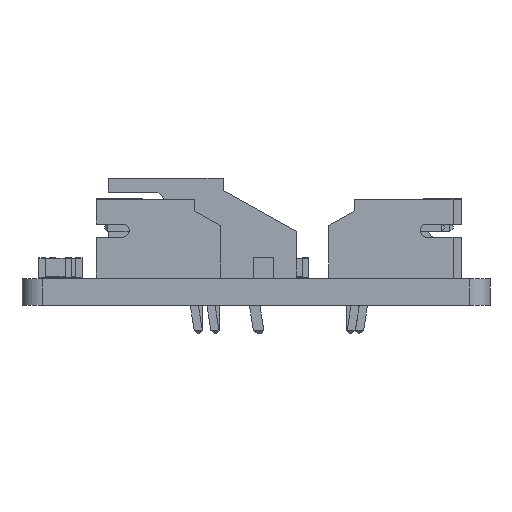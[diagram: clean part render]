
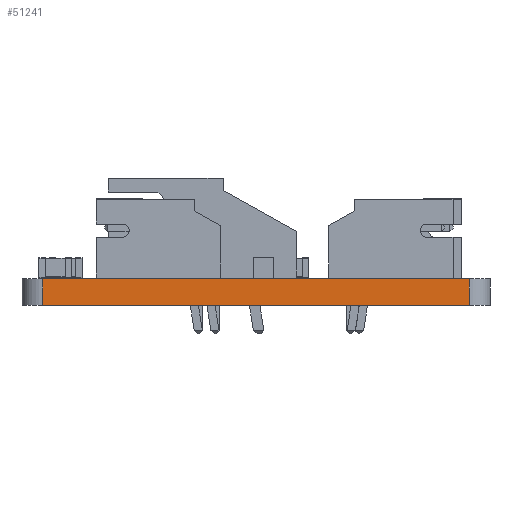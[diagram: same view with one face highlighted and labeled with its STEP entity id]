
A CAD part, front view. The second image highlights one B-rep face of the part: STEP entity #51241.
In plain terms, the highlighted planar face has unit normal (0, -1, 0).
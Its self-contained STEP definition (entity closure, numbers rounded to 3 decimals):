
#51241 = ADVANCED_FACE('',(#51242),#51256,.F.);
#51242 = FACE_BOUND('',#51243,.F.);
#51243 = EDGE_LOOP('',(#51244,#51279,#51307,#51335));
#51244 = ORIENTED_EDGE('',*,*,#51245,.T.);
#51245 = EDGE_CURVE('',#51246,#51248,#51250,.T.);
#51246 = VERTEX_POINT('',#51247);
#51247 = CARTESIAN_POINT('',(147.32,-139.065,0.));
#51248 = VERTEX_POINT('',#51249);
#51249 = CARTESIAN_POINT('',(147.32,-139.065,1.6));
#51250 = SURFACE_CURVE('',#51251,(#51255,#51267),.PCURVE_S1.);
#51251 = LINE('',#51252,#51253);
#51252 = CARTESIAN_POINT('',(147.32,-139.065,0.));
#51253 = VECTOR('',#51254,1.);
#51254 = DIRECTION('',(0.,0.,1.));
#51255 = PCURVE('',#51256,#51261);
#51256 = PLANE('',#51257);
#51257 = AXIS2_PLACEMENT_3D('',#51258,#51259,#51260);
#51258 = CARTESIAN_POINT('',(147.32,-139.065,0.));
#51259 = DIRECTION('',(0.,1.,0.));
#51260 = DIRECTION('',(1.,0.,0.));
#51261 = DEFINITIONAL_REPRESENTATION('',(#51262),#51266);
#51262 = LINE('',#51263,#51264);
#51263 = CARTESIAN_POINT('',(0.,0.));
#51264 = VECTOR('',#51265,1.);
#51265 = DIRECTION('',(0.,-1.));
#51266 = ( GEOMETRIC_REPRESENTATION_CONTEXT(2) 
PARAMETRIC_REPRESENTATION_CONTEXT() REPRESENTATION_CONTEXT('2D SPACE',''
  ) );
#51267 = PCURVE('',#51268,#51273);
#51268 = CYLINDRICAL_SURFACE('',#51269,1.27);
#51269 = AXIS2_PLACEMENT_3D('',#51270,#51271,#51272);
#51270 = CARTESIAN_POINT('',(147.32,-137.795,0.));
#51271 = DIRECTION('',(0.,0.,-1.));
#51272 = DIRECTION('',(1.,0.,0.));
#51273 = DEFINITIONAL_REPRESENTATION('',(#51274),#51278);
#51274 = LINE('',#51275,#51276);
#51275 = CARTESIAN_POINT('',(-4.712,0.));
#51276 = VECTOR('',#51277,1.);
#51277 = DIRECTION('',(0.,-1.));
#51278 = ( GEOMETRIC_REPRESENTATION_CONTEXT(2) 
PARAMETRIC_REPRESENTATION_CONTEXT() REPRESENTATION_CONTEXT('2D SPACE',''
  ) );
#51279 = ORIENTED_EDGE('',*,*,#51280,.T.);
#51280 = EDGE_CURVE('',#51248,#51281,#51283,.T.);
#51281 = VERTEX_POINT('',#51282);
#51282 = CARTESIAN_POINT('',(173.355,-139.065,1.6));
#51283 = SURFACE_CURVE('',#51284,(#51288,#51295),.PCURVE_S1.);
#51284 = LINE('',#51285,#51286);
#51285 = CARTESIAN_POINT('',(147.32,-139.065,1.6));
#51286 = VECTOR('',#51287,1.);
#51287 = DIRECTION('',(1.,0.,0.));
#51288 = PCURVE('',#51256,#51289);
#51289 = DEFINITIONAL_REPRESENTATION('',(#51290),#51294);
#51290 = LINE('',#51291,#51292);
#51291 = CARTESIAN_POINT('',(0.,-1.6));
#51292 = VECTOR('',#51293,1.);
#51293 = DIRECTION('',(1.,0.));
#51294 = ( GEOMETRIC_REPRESENTATION_CONTEXT(2) 
PARAMETRIC_REPRESENTATION_CONTEXT() REPRESENTATION_CONTEXT('2D SPACE',''
  ) );
#51295 = PCURVE('',#51296,#51301);
#51296 = PLANE('',#51297);
#51297 = AXIS2_PLACEMENT_3D('',#51298,#51299,#51300);
#51298 = CARTESIAN_POINT('',(160.338,-119.444,1.6));
#51299 = DIRECTION('',(0.,0.,1.));
#51300 = DIRECTION('',(1.,0.,0.));
#51301 = DEFINITIONAL_REPRESENTATION('',(#51302),#51306);
#51302 = LINE('',#51303,#51304);
#51303 = CARTESIAN_POINT('',(-13.018,-19.622));
#51304 = VECTOR('',#51305,1.);
#51305 = DIRECTION('',(1.,0.));
#51306 = ( GEOMETRIC_REPRESENTATION_CONTEXT(2) 
PARAMETRIC_REPRESENTATION_CONTEXT() REPRESENTATION_CONTEXT('2D SPACE',''
  ) );
#51307 = ORIENTED_EDGE('',*,*,#51308,.F.);
#51308 = EDGE_CURVE('',#51309,#51281,#51311,.T.);
#51309 = VERTEX_POINT('',#51310);
#51310 = CARTESIAN_POINT('',(173.355,-139.065,0.));
#51311 = SURFACE_CURVE('',#51312,(#51316,#51323),.PCURVE_S1.);
#51312 = LINE('',#51313,#51314);
#51313 = CARTESIAN_POINT('',(173.355,-139.065,0.));
#51314 = VECTOR('',#51315,1.);
#51315 = DIRECTION('',(0.,0.,1.));
#51316 = PCURVE('',#51256,#51317);
#51317 = DEFINITIONAL_REPRESENTATION('',(#51318),#51322);
#51318 = LINE('',#51319,#51320);
#51319 = CARTESIAN_POINT('',(26.035,0.));
#51320 = VECTOR('',#51321,1.);
#51321 = DIRECTION('',(0.,-1.));
#51322 = ( GEOMETRIC_REPRESENTATION_CONTEXT(2) 
PARAMETRIC_REPRESENTATION_CONTEXT() REPRESENTATION_CONTEXT('2D SPACE',''
  ) );
#51323 = PCURVE('',#51324,#51329);
#51324 = CYLINDRICAL_SURFACE('',#51325,1.27);
#51325 = AXIS2_PLACEMENT_3D('',#51326,#51327,#51328);
#51326 = CARTESIAN_POINT('',(173.355,-137.795,0.));
#51327 = DIRECTION('',(0.,0.,-1.));
#51328 = DIRECTION('',(1.,0.,0.));
#51329 = DEFINITIONAL_REPRESENTATION('',(#51330),#51334);
#51330 = LINE('',#51331,#51332);
#51331 = CARTESIAN_POINT('',(-4.712,0.));
#51332 = VECTOR('',#51333,1.);
#51333 = DIRECTION('',(0.,-1.));
#51334 = ( GEOMETRIC_REPRESENTATION_CONTEXT(2) 
PARAMETRIC_REPRESENTATION_CONTEXT() REPRESENTATION_CONTEXT('2D SPACE',''
  ) );
#51335 = ORIENTED_EDGE('',*,*,#51336,.F.);
#51336 = EDGE_CURVE('',#51246,#51309,#51337,.T.);
#51337 = SURFACE_CURVE('',#51338,(#51342,#51349),.PCURVE_S1.);
#51338 = LINE('',#51339,#51340);
#51339 = CARTESIAN_POINT('',(147.32,-139.065,0.));
#51340 = VECTOR('',#51341,1.);
#51341 = DIRECTION('',(1.,0.,0.));
#51342 = PCURVE('',#51256,#51343);
#51343 = DEFINITIONAL_REPRESENTATION('',(#51344),#51348);
#51344 = LINE('',#51345,#51346);
#51345 = CARTESIAN_POINT('',(0.,0.));
#51346 = VECTOR('',#51347,1.);
#51347 = DIRECTION('',(1.,0.));
#51348 = ( GEOMETRIC_REPRESENTATION_CONTEXT(2) 
PARAMETRIC_REPRESENTATION_CONTEXT() REPRESENTATION_CONTEXT('2D SPACE',''
  ) );
#51349 = PCURVE('',#51350,#51355);
#51350 = PLANE('',#51351);
#51351 = AXIS2_PLACEMENT_3D('',#51352,#51353,#51354);
#51352 = CARTESIAN_POINT('',(160.338,-119.444,0.));
#51353 = DIRECTION('',(0.,0.,1.));
#51354 = DIRECTION('',(1.,0.,0.));
#51355 = DEFINITIONAL_REPRESENTATION('',(#51356),#51360);
#51356 = LINE('',#51357,#51358);
#51357 = CARTESIAN_POINT('',(-13.018,-19.622));
#51358 = VECTOR('',#51359,1.);
#51359 = DIRECTION('',(1.,0.));
#51360 = ( GEOMETRIC_REPRESENTATION_CONTEXT(2) 
PARAMETRIC_REPRESENTATION_CONTEXT() REPRESENTATION_CONTEXT('2D SPACE',''
  ) );
